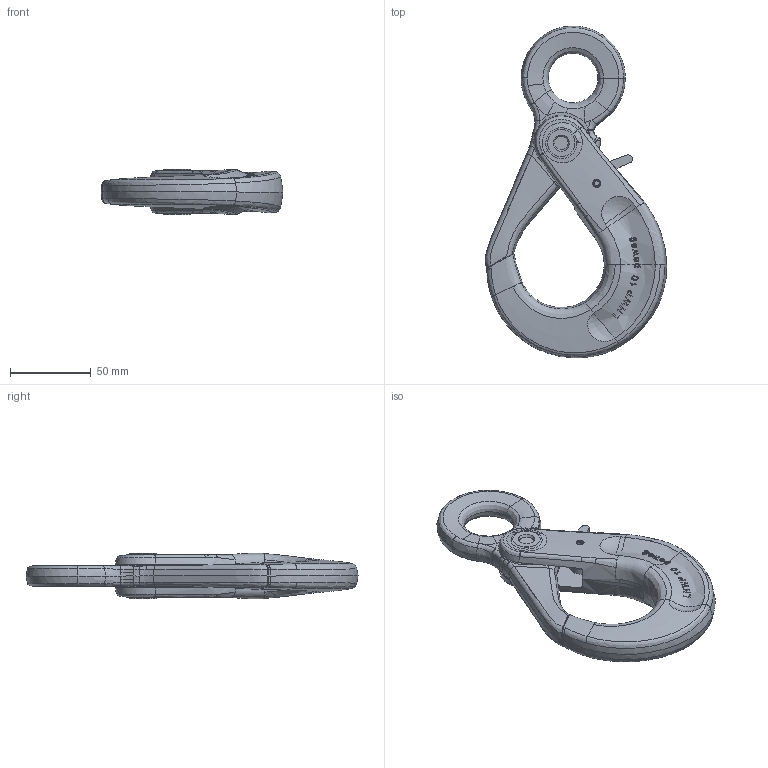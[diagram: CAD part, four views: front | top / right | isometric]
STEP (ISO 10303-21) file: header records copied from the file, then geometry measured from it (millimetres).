
FILE_DESCRIPTION(/* description */ (''),/* implementation_level */ '2;1');
FILE_NAME(/* name */ 'pewag_LHWP_10',/* time_stamp */ '2010-02-16T11:49:44+01:00',/* author */ (''),/* organization */ (''),/* preprocessor_version */ 'ST-DEVELOPER v9',/* originating_system */ 'UGS - NX 4.0',/* authorisation */ '');
FILE_SCHEMA (('AUTOMOTIVE_DESIGN { 1 0 10303 214 1 1 1 1 }'));
Products named in the file (1): ritDE8Fxdh2
Bounding box: 112.63 x 205.99 x 28.18 mm (x, y, z)
Volume: 196086.1 mm3; surface area: 50432.5 mm2
Topology: 18 solids, 18 shells, 518 faces, 1350 edges, 856 vertices
Faces by surface type: bspline 231, plane 136, extrusion 90, cylinder 47, cone 8, torus 4, revolution 2
Full cylindrical faces by diameter (mm): 5 x2, 5.4 x2, 14 x1, 14.05 x2, 14.25 x1
Entity records: 43314 total; most frequent: CARTESIAN_POINT 33177, ORIENTED_EDGE 2640, EDGE_CURVE 1320, B_SPLINE_CURVE_WITH_KNOTS 1008, DIRECTION 992, VERTEX_POINT 852, EDGE_LOOP 560, ADVANCED_FACE 518
